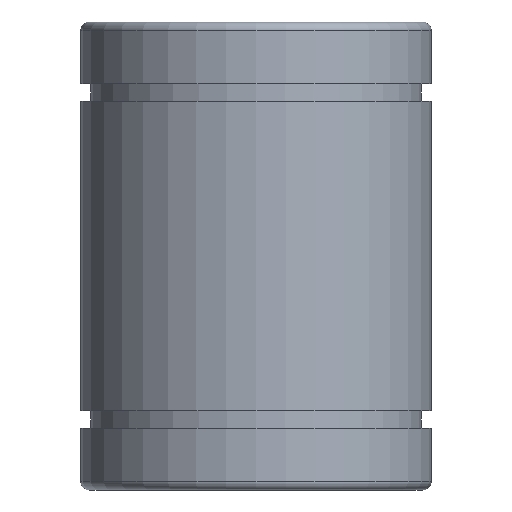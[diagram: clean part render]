
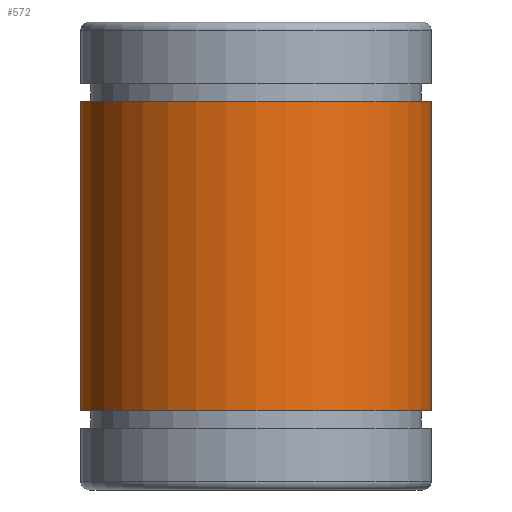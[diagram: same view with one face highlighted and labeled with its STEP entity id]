
A CAD part, left-side view. The second image highlights one B-rep face of the part: STEP entity #572.
In plain terms, the highlighted cylindrical face has radius 14.287 mm (diameter 28.575 mm), a partial arc.
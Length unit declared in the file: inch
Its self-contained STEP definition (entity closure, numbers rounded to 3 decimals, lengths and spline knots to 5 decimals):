
#3 = LINE ( 'NONE', #57, #403 ) ;
#25 = CARTESIAN_POINT ( 'NONE',  ( 0., 0., -0.49605 ) ) ;
#44 = CARTESIAN_POINT ( 'NONE',  ( 0., -0.5625, 0.72205 ) ) ;
#49 = EDGE_CURVE ( 'NONE', #775, #826, #558, .T. ) ;
#57 = CARTESIAN_POINT ( 'NONE',  ( 0., 0.5625, 0.72205 ) ) ;
#107 = EDGE_CURVE ( 'NONE', #826, #489, #368, .T. ) ;
#109 = DIRECTION ( 'NONE',  ( 0., 0., 1. ) ) ;
#171 = DIRECTION ( 'NONE',  ( 0., 0., 1. ) ) ;
#175 = DIRECTION ( 'NONE',  ( 0., -1., 0. ) ) ;
#178 = ORIENTED_EDGE ( 'NONE', *, *, #49, .T. ) ;
#211 = EDGE_CURVE ( 'NONE', #611, #489, #664, .T. ) ;
#231 = DIRECTION ( 'NONE',  ( 0., -1., 0. ) ) ;
#304 = CARTESIAN_POINT ( 'NONE',  ( 0., 0., 0.49605 ) ) ;
#325 = EDGE_CURVE ( 'NONE', #775, #611, #3, .T. ) ;
#338 = CARTESIAN_POINT ( 'NONE',  ( 0., 0.5625, -0.49605 ) ) ;
#368 = LINE ( 'NONE', #44, #807 ) ;
#383 = ORIENTED_EDGE ( 'NONE', *, *, #325, .F. ) ;
#388 = CYLINDRICAL_SURFACE ( 'NONE', #777, 0.5625 ) ;
#403 = VECTOR ( 'NONE', #507, 39.37008 ) ;
#468 = CARTESIAN_POINT ( 'NONE',  ( 0., -0.5625, -0.49605 ) ) ;
#473 = DIRECTION ( 'NONE',  ( 0., 0., 1. ) ) ;
#479 = AXIS2_PLACEMENT_3D ( 'NONE', #304, #742, #175 ) ;
#489 = VERTEX_POINT ( 'NONE', #718 ) ;
#496 = CARTESIAN_POINT ( 'NONE',  ( 0., 0.5625, 0.49605 ) ) ;
#507 = DIRECTION ( 'NONE',  ( 0., 0., 1. ) ) ;
#558 = CIRCLE ( 'NONE', #598, 0.5625 ) ;
#572 = ADVANCED_FACE ( 'NONE', ( #624 ), #388, .T. ) ;
#598 = AXIS2_PLACEMENT_3D ( 'NONE', #25, #473, #231 ) ;
#611 = VERTEX_POINT ( 'NONE', #496 ) ;
#624 = FACE_OUTER_BOUND ( 'NONE', #764, .T. ) ;
#664 = CIRCLE ( 'NONE', #479, 0.5625 ) ;
#690 = DIRECTION ( 'NONE',  ( 0., -1., 0. ) ) ;
#718 = CARTESIAN_POINT ( 'NONE',  ( 0., -0.5625, 0.49605 ) ) ;
#737 = CARTESIAN_POINT ( 'NONE',  ( 0., 0., 0.72205 ) ) ;
#742 = DIRECTION ( 'NONE',  ( 0., 0., 1. ) ) ;
#764 = EDGE_LOOP ( 'NONE', ( #383, #178, #815, #836 ) ) ;
#775 = VERTEX_POINT ( 'NONE', #338 ) ;
#777 = AXIS2_PLACEMENT_3D ( 'NONE', #737, #109, #690 ) ;
#807 = VECTOR ( 'NONE', #171, 39.37008 ) ;
#815 = ORIENTED_EDGE ( 'NONE', *, *, #107, .T. ) ;
#826 = VERTEX_POINT ( 'NONE', #468 ) ;
#836 = ORIENTED_EDGE ( 'NONE', *, *, #211, .F. ) ;
